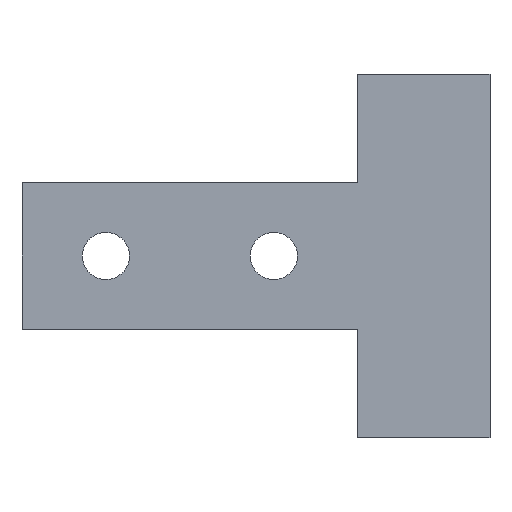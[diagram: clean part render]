
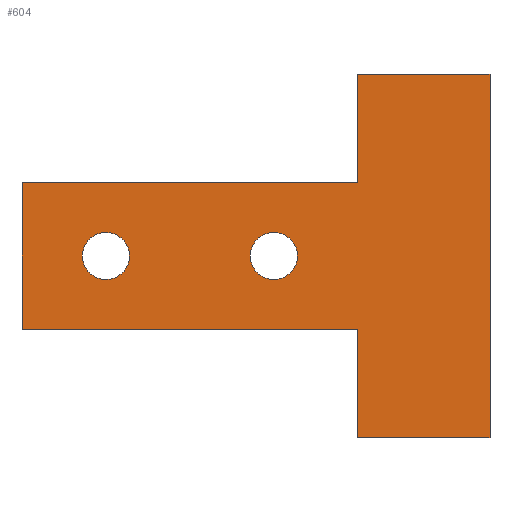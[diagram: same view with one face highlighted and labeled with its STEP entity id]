
A CAD part, front view. The second image highlights one B-rep face of the part: STEP entity #604.
In plain terms, the highlighted planar face has unit normal (0, -1, 0).
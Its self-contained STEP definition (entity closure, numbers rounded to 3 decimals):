
#20=FACE_BOUND('',#110,.T.);
#21=FACE_BOUND('',#111,.T.);
#40=PLANE('',#674);
#70=FACE_OUTER_BOUND('',#109,.T.);
#109=EDGE_LOOP('',(#489,#490,#491,#492,#493,#494,#495,#496));
#110=EDGE_LOOP('',(#497));
#111=EDGE_LOOP('',(#498));
#143=LINE('',#916,#198);
#147=LINE('',#923,#202);
#151=LINE('',#931,#206);
#158=LINE('',#952,#213);
#165=LINE('',#965,#220);
#170=LINE('',#994,#225);
#171=LINE('',#995,#226);
#172=LINE('',#996,#227);
#198=VECTOR('',#742,10.);
#202=VECTOR('',#748,10.);
#206=VECTOR('',#754,10.);
#213=VECTOR('',#773,10.);
#220=VECTOR('',#780,10.);
#225=VECTOR('',#813,10.);
#226=VECTOR('',#814,10.);
#227=VECTOR('',#815,10.);
#268=CIRCLE('',#675,3.569);
#269=CIRCLE('',#676,3.569);
#286=VERTEX_POINT('',#913);
#287=VERTEX_POINT('',#915);
#289=VERTEX_POINT('',#921);
#292=VERTEX_POINT('',#929);
#300=VERTEX_POINT('',#950);
#306=VERTEX_POINT('',#964);
#315=VERTEX_POINT('',#992);
#316=VERTEX_POINT('',#993);
#317=VERTEX_POINT('',#997);
#318=VERTEX_POINT('',#999);
#345=EDGE_CURVE('',#287,#286,#143,.T.);
#349=EDGE_CURVE('',#286,#289,#147,.T.);
#353=EDGE_CURVE('',#289,#292,#151,.T.);
#363=EDGE_CURVE('',#292,#300,#158,.T.);
#370=EDGE_CURVE('',#306,#287,#165,.T.);
#383=EDGE_CURVE('',#315,#316,#170,.T.);
#384=EDGE_CURVE('',#316,#306,#171,.T.);
#385=EDGE_CURVE('',#300,#315,#172,.T.);
#386=EDGE_CURVE('',#317,#317,#268,.T.);
#387=EDGE_CURVE('',#318,#318,#269,.T.);
#489=ORIENTED_EDGE('',*,*,#383,.T.);
#490=ORIENTED_EDGE('',*,*,#384,.T.);
#491=ORIENTED_EDGE('',*,*,#370,.T.);
#492=ORIENTED_EDGE('',*,*,#345,.T.);
#493=ORIENTED_EDGE('',*,*,#349,.T.);
#494=ORIENTED_EDGE('',*,*,#353,.T.);
#495=ORIENTED_EDGE('',*,*,#363,.T.);
#496=ORIENTED_EDGE('',*,*,#385,.T.);
#497=ORIENTED_EDGE('',*,*,#386,.T.);
#498=ORIENTED_EDGE('',*,*,#387,.T.);
#604=ADVANCED_FACE('',(#70,#20,#21),#40,.F.);
#674=AXIS2_PLACEMENT_3D('',#991,#811,#812);
#675=AXIS2_PLACEMENT_3D('',#998,#816,#817);
#676=AXIS2_PLACEMENT_3D('',#1000,#818,#819);
#742=DIRECTION('',(-1.,0.,0.));
#748=DIRECTION('',(0.,0.,-1.));
#754=DIRECTION('',(1.,0.,0.));
#773=DIRECTION('',(0.,0.,-1.));
#780=DIRECTION('',(0.,0.,-1.));
#811=DIRECTION('center_axis',(0.,1.,0.));
#812=DIRECTION('ref_axis',(1.,0.,0.));
#813=DIRECTION('',(0.,0.,1.));
#814=DIRECTION('',(-1.,0.,0.));
#815=DIRECTION('',(1.,0.,0.));
#816=DIRECTION('center_axis',(0.,1.,0.));
#817=DIRECTION('ref_axis',(-1.,0.,0.));
#818=DIRECTION('center_axis',(0.,1.,0.));
#819=DIRECTION('ref_axis',(-1.,0.,0.));
#913=CARTESIAN_POINT('',(-50.8,-2.5,-13.888));
#915=CARTESIAN_POINT('',(0.,-2.5,-13.888));
#916=CARTESIAN_POINT('',(0.,-2.5,-13.888));
#921=CARTESIAN_POINT('',(-50.8,-2.5,-36.113));
#923=CARTESIAN_POINT('',(-50.8,-2.5,-13.888));
#929=CARTESIAN_POINT('',(0.,-2.5,-36.113));
#931=CARTESIAN_POINT('',(0.,-2.5,-36.113));
#950=CARTESIAN_POINT('',(0.,-2.5,-52.5));
#952=CARTESIAN_POINT('',(0.,-2.5,-50.));
#964=CARTESIAN_POINT('',(0.,-2.5,2.5));
#965=CARTESIAN_POINT('',(0.,-2.5,-50.));
#991=CARTESIAN_POINT('Origin',(12.5,-2.5,-25.));
#992=CARTESIAN_POINT('',(20.,-2.5,-52.5));
#993=CARTESIAN_POINT('',(20.,-2.5,2.5));
#994=CARTESIAN_POINT('',(20.,-2.5,-12.5));
#995=CARTESIAN_POINT('',(0.,-2.5,2.5));
#996=CARTESIAN_POINT('',(25.,-2.5,-52.5));
#997=CARTESIAN_POINT('',(-34.531,-2.5,-25.));
#998=CARTESIAN_POINT('Origin',(-38.1,-2.5,-25.));
#999=CARTESIAN_POINT('',(-9.131,-2.5,-25.));
#1000=CARTESIAN_POINT('Origin',(-12.7,-2.5,-25.));
